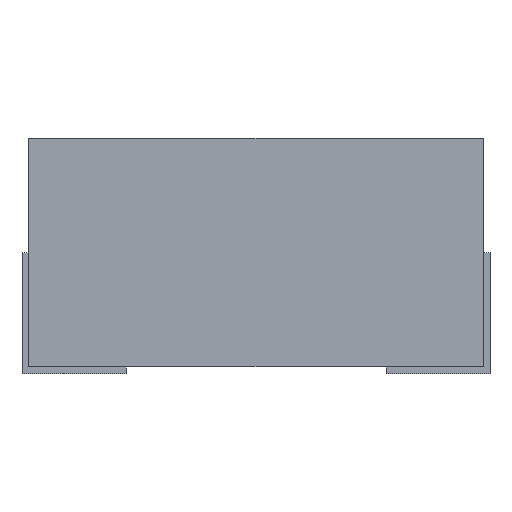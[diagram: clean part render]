
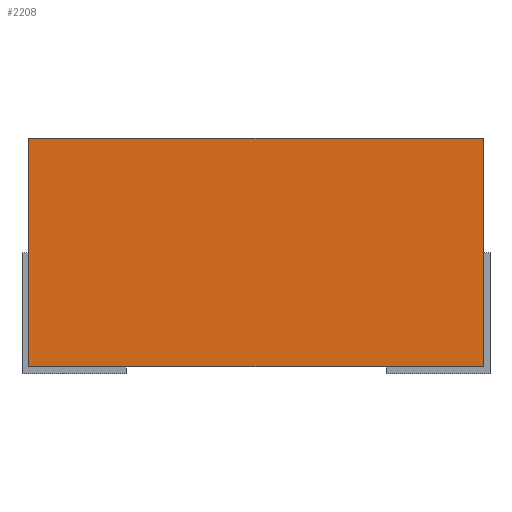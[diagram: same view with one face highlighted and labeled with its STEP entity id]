
A CAD part, front view. The second image highlights one B-rep face of the part: STEP entity #2208.
In plain terms, the highlighted planar face has unit normal (0, -1, 0).
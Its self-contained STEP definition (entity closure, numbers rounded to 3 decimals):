
#51=LINE('',#3295,#268);
#61=LINE('',#3333,#278);
#62=LINE('',#3335,#279);
#63=LINE('',#3337,#280);
#268=VECTOR('',#2481,1000.);
#278=VECTOR('',#2495,1000.);
#279=VECTOR('',#2498,1000.);
#280=VECTOR('',#2499,1000.);
#578=ORIENTED_EDGE('',*,*,#1227,.T.);
#579=ORIENTED_EDGE('',*,*,#1228,.F.);
#580=ORIENTED_EDGE('',*,*,#1215,.F.);
#581=ORIENTED_EDGE('',*,*,#1226,.T.);
#1215=EDGE_CURVE('',#1541,#1542,#51,.T.);
#1226=EDGE_CURVE('',#1541,#1550,#61,.T.);
#1227=EDGE_CURVE('',#1550,#1551,#62,.T.);
#1228=EDGE_CURVE('',#1542,#1551,#63,.T.);
#1541=VERTEX_POINT('',#3294);
#1542=VERTEX_POINT('',#3296);
#1550=VERTEX_POINT('',#3332);
#1551=VERTEX_POINT('',#3336);
#1805=EDGE_LOOP('',(#578,#579,#580,#581));
#1957=FACE_BOUND('',#1805,.T.);
#2097=PLANE('',#2365);
#2208=ADVANCED_FACE('',(#1957),#2097,.F.);
#2365=AXIS2_PLACEMENT_3D('',#3334,#2496,#2497);
#2481=DIRECTION('',(1.,0.,0.));
#2495=DIRECTION('',(0.,0.,-1.));
#2496=DIRECTION('',(0.,1.,0.));
#2497=DIRECTION('',(-1.,0.,0.));
#2498=DIRECTION('',(1.,0.,0.));
#2499=DIRECTION('',(0.,0.,-1.));
#3294=CARTESIAN_POINT('',(-6.55,-6.5,3.3));
#3295=CARTESIAN_POINT('',(-6.55,-6.5,3.3));
#3296=CARTESIAN_POINT('',(6.55,-6.5,3.3));
#3332=CARTESIAN_POINT('',(-6.55,-6.5,-3.3));
#3333=CARTESIAN_POINT('',(-6.55,-6.5,3.3));
#3334=CARTESIAN_POINT('',(-6.55,-6.5,3.3));
#3335=CARTESIAN_POINT('',(-6.55,-6.5,-3.3));
#3336=CARTESIAN_POINT('',(6.55,-6.5,-3.3));
#3337=CARTESIAN_POINT('',(6.55,-6.5,3.3));
